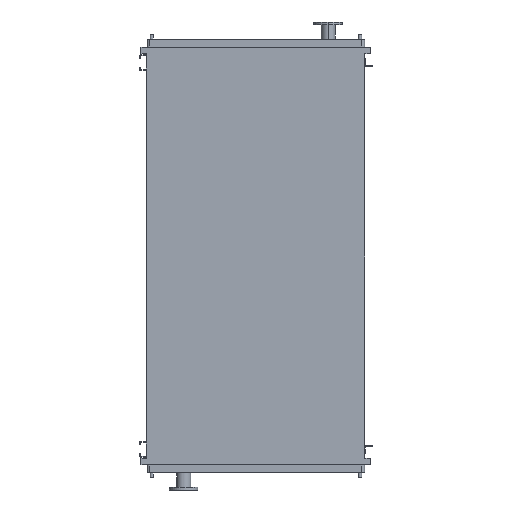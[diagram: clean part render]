
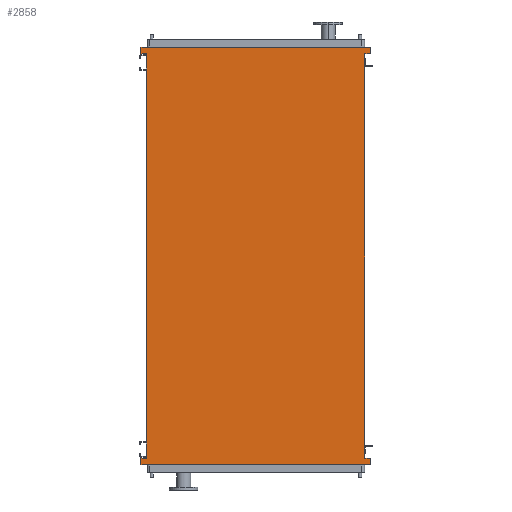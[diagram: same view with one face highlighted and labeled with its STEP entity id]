
A CAD part, front view. The second image highlights one B-rep face of the part: STEP entity #2858.
In plain terms, the highlighted planar face has unit normal (0, -1, 0).
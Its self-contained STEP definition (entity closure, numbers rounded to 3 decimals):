
#189 = CARTESIAN_POINT ( 'NONE',  ( 891., 0., -3145. ) ) ;
#225 = ORIENTED_EDGE ( 'NONE', *, *, #10107, .T. ) ;
#230 = DIRECTION ( 'NONE',  ( 1., 0., 0. ) ) ;
#248 = CARTESIAN_POINT ( 'NONE',  ( -845., 0., -3050. ) ) ;
#463 = ORIENTED_EDGE ( 'NONE', *, *, #6133, .F. ) ;
#610 = ORIENTED_EDGE ( 'NONE', *, *, #1872, .F. ) ;
#631 = LINE ( 'NONE', #1931, #6068 ) ;
#692 = VECTOR ( 'NONE', #230, 1000. ) ;
#733 = LINE ( 'NONE', #4625, #1476 ) ;
#893 = VERTEX_POINT ( 'NONE', #10813 ) ;
#1062 = LINE ( 'NONE', #9765, #692 ) ;
#1140 = DIRECTION ( 'NONE',  ( -1., 0., 0. ) ) ;
#1177 = EDGE_CURVE ( 'NONE', #2287, #893, #10939, .T. ) ;
#1266 = DIRECTION ( 'NONE',  ( -1., 0., 0. ) ) ;
#1476 = VECTOR ( 'NONE', #8531, 1000. ) ;
#1783 = AXIS2_PLACEMENT_3D ( 'NONE', #248, #8045, #11766 ) ;
#1820 = EDGE_CURVE ( 'NONE', #12117, #2287, #3977, .T. ) ;
#1824 = VERTEX_POINT ( 'NONE', #2052 ) ;
#1872 = EDGE_CURVE ( 'NONE', #5410, #11122, #631, .T. ) ;
#1929 = EDGE_CURVE ( 'NONE', #11122, #10685, #10581, .T. ) ;
#1931 = CARTESIAN_POINT ( 'NONE',  ( 891., 0., 95. ) ) ;
#2011 = ORIENTED_EDGE ( 'NONE', *, *, #1177, .F. ) ;
#2031 = CARTESIAN_POINT ( 'NONE',  ( -891., 0., 95. ) ) ;
#2052 = CARTESIAN_POINT ( 'NONE',  ( 891., 0., -3093. ) ) ;
#2183 = VERTEX_POINT ( 'NONE', #2245 ) ;
#2245 = CARTESIAN_POINT ( 'NONE',  ( 845., 0., 43. ) ) ;
#2280 = LINE ( 'NONE', #2031, #11615 ) ;
#2287 = VERTEX_POINT ( 'NONE', #7372 ) ;
#2302 = VERTEX_POINT ( 'NONE', #12238 ) ;
#2429 = ORIENTED_EDGE ( 'NONE', *, *, #1929, .F. ) ;
#2650 = EDGE_CURVE ( 'NONE', #11945, #11665, #8437, .T. ) ;
#2858 = ADVANCED_FACE ( 'NONE', ( #7859 ), #5108, .T. ) ;
#3047 = ORIENTED_EDGE ( 'NONE', *, *, #10243, .F. ) ;
#3213 = CARTESIAN_POINT ( 'NONE',  ( 845., 0., -3050. ) ) ;
#3302 = CARTESIAN_POINT ( 'NONE',  ( 891., 0., -3145. ) ) ;
#3548 = DIRECTION ( 'NONE',  ( -1., 0., 0. ) ) ;
#3567 = CARTESIAN_POINT ( 'NONE',  ( -891., 0., -3145. ) ) ;
#3941 = EDGE_CURVE ( 'NONE', #893, #5410, #2280, .T. ) ;
#3977 = LINE ( 'NONE', #7887, #5866 ) ;
#4625 = CARTESIAN_POINT ( 'NONE',  ( 891., 0., -3093. ) ) ;
#4641 = ORIENTED_EDGE ( 'NONE', *, *, #2650, .F. ) ;
#4774 = DIRECTION ( 'NONE',  ( 1., 0., 0. ) ) ;
#5008 = DIRECTION ( 'NONE',  ( 0., 0., 1. ) ) ;
#5108 = PLANE ( 'NONE',  #1783 ) ;
#5410 = VERTEX_POINT ( 'NONE', #8683 ) ;
#5668 = CARTESIAN_POINT ( 'NONE',  ( 891., 0., 43. ) ) ;
#5866 = VECTOR ( 'NONE', #5008, 1000. ) ;
#5917 = CARTESIAN_POINT ( 'NONE',  ( 891., 0., 43. ) ) ;
#6068 = VECTOR ( 'NONE', #9804, 1000. ) ;
#6133 = EDGE_CURVE ( 'NONE', #1824, #7645, #733, .T. ) ;
#6360 = ORIENTED_EDGE ( 'NONE', *, *, #6948, .F. ) ;
#6948 = EDGE_CURVE ( 'NONE', #11665, #12117, #1062, .T. ) ;
#6986 = CARTESIAN_POINT ( 'NONE',  ( 891., 0., 95. ) ) ;
#7089 = LINE ( 'NONE', #189, #9216 ) ;
#7372 = CARTESIAN_POINT ( 'NONE',  ( -845., 0., 43. ) ) ;
#7645 = VERTEX_POINT ( 'NONE', #3302 ) ;
#7695 = VECTOR ( 'NONE', #11611, 1000. ) ;
#7789 = EDGE_CURVE ( 'NONE', #2302, #1824, #12521, .T. ) ;
#7793 = CARTESIAN_POINT ( 'NONE',  ( -845., 0., -3093. ) ) ;
#7804 = ORIENTED_EDGE ( 'NONE', *, *, #7789, .F. ) ;
#7859 = FACE_OUTER_BOUND ( 'NONE', #11363, .T. ) ;
#7887 = CARTESIAN_POINT ( 'NONE',  ( -845., 0., -3050. ) ) ;
#8045 = DIRECTION ( 'NONE',  ( 0., -1., 0. ) ) ;
#8287 = ORIENTED_EDGE ( 'NONE', *, *, #12326, .F. ) ;
#8293 = CARTESIAN_POINT ( 'NONE',  ( -891., 0., 43. ) ) ;
#8437 = LINE ( 'NONE', #3567, #12000 ) ;
#8531 = DIRECTION ( 'NONE',  ( 0., 0., -1. ) ) ;
#8654 = VECTOR ( 'NONE', #4774, 1000. ) ;
#8683 = CARTESIAN_POINT ( 'NONE',  ( -891., 0., 95. ) ) ;
#9010 = CARTESIAN_POINT ( 'NONE',  ( 845., 0., 43. ) ) ;
#9097 = VECTOR ( 'NONE', #1266, 1000. ) ;
#9216 = VECTOR ( 'NONE', #1140, 1000. ) ;
#9765 = CARTESIAN_POINT ( 'NONE',  ( -891., 0., -3093. ) ) ;
#9804 = DIRECTION ( 'NONE',  ( 1., 0., 0. ) ) ;
#9838 = LINE ( 'NONE', #9010, #9097 ) ;
#10107 = EDGE_CURVE ( 'NONE', #2302, #2183, #10195, .T. ) ;
#10176 = DIRECTION ( 'NONE',  ( 0., 0., 1. ) ) ;
#10195 = LINE ( 'NONE', #3213, #11764 ) ;
#10243 = EDGE_CURVE ( 'NONE', #10685, #2183, #9838, .T. ) ;
#10581 = LINE ( 'NONE', #5917, #7695 ) ;
#10603 = CARTESIAN_POINT ( 'NONE',  ( 845., 0., -3093. ) ) ;
#10685 = VERTEX_POINT ( 'NONE', #5668 ) ;
#10813 = CARTESIAN_POINT ( 'NONE',  ( -891., 0., 43. ) ) ;
#10939 = LINE ( 'NONE', #8293, #11980 ) ;
#11122 = VERTEX_POINT ( 'NONE', #6986 ) ;
#11274 = DIRECTION ( 'NONE',  ( 0., 0., 1. ) ) ;
#11363 = EDGE_LOOP ( 'NONE', ( #225, #3047, #2429, #610, #12613, #2011, #11978, #6360, #4641, #8287, #463, #7804 ) ) ;
#11611 = DIRECTION ( 'NONE',  ( 0., 0., -1. ) ) ;
#11615 = VECTOR ( 'NONE', #11832, 1000. ) ;
#11665 = VERTEX_POINT ( 'NONE', #12436 ) ;
#11764 = VECTOR ( 'NONE', #11274, 1000. ) ;
#11766 = DIRECTION ( 'NONE',  ( 0., 0., -1. ) ) ;
#11832 = DIRECTION ( 'NONE',  ( 0., 0., 1. ) ) ;
#11945 = VERTEX_POINT ( 'NONE', #12343 ) ;
#11978 = ORIENTED_EDGE ( 'NONE', *, *, #1820, .F. ) ;
#11980 = VECTOR ( 'NONE', #3548, 1000. ) ;
#12000 = VECTOR ( 'NONE', #10176, 1000. ) ;
#12117 = VERTEX_POINT ( 'NONE', #7793 ) ;
#12238 = CARTESIAN_POINT ( 'NONE',  ( 845., 0., -3093. ) ) ;
#12326 = EDGE_CURVE ( 'NONE', #7645, #11945, #7089, .T. ) ;
#12343 = CARTESIAN_POINT ( 'NONE',  ( -891., 0., -3145. ) ) ;
#12436 = CARTESIAN_POINT ( 'NONE',  ( -891., 0., -3093. ) ) ;
#12521 = LINE ( 'NONE', #10603, #8654 ) ;
#12613 = ORIENTED_EDGE ( 'NONE', *, *, #3941, .F. ) ;
